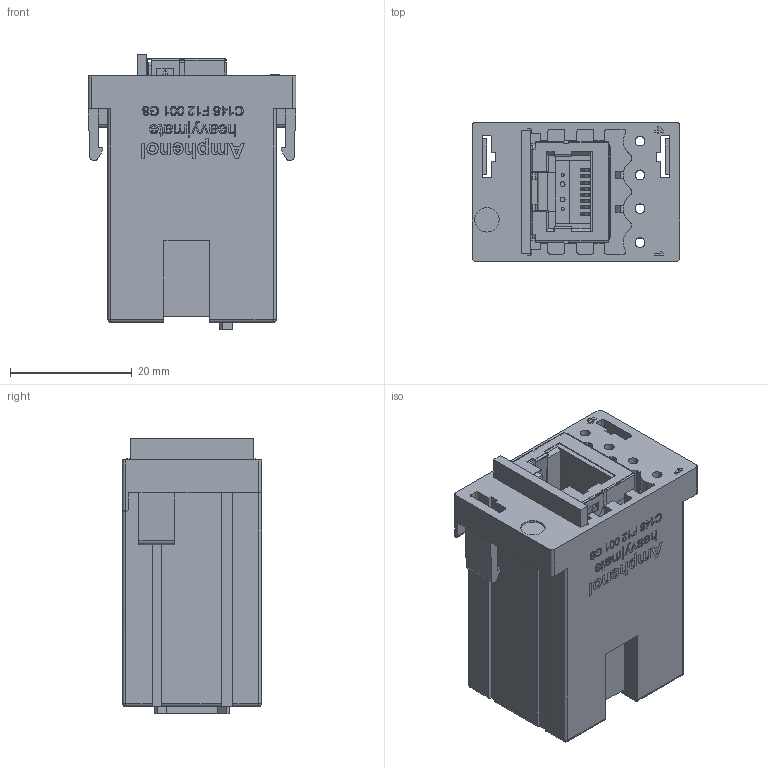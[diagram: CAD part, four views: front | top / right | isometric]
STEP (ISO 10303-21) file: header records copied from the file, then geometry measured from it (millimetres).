
FILE_DESCRIPTION(/* description */ (''),/* implementation_level */ '2;1');
FILE_NAME(/* name */ 'C146_F12_001_G8.stp',/* time_stamp */ '2018-02-28T13:37:52+01:00',/* author */ (''),/* organization */ (''),/* preprocessor_version */ 'ST-DEVELOPER v16',/* originating_system */ 'SIEMENS PLM Software NX 11.0',/* authorisation */ '');
FILE_SCHEMA (('AP203_CONFIGURATION_CONTROLLED_3D_DESIGN_OF_MECHANICAL_PARTS_AND_ASSEMBLIES_MIM_LF { 1 0 10303 403 2 1 2}'));
Products named in the file (1): c146 f12 001 g8nxm001-03
Bounding box: 34 x 22.8 x 45.16 mm (x, y, z)
Volume: 19409.3 mm3; surface area: 16445.2 mm2
Topology: 1 solids, 3 shells, 1593 faces, 4515 edges, 2931 vertices
Faces by surface type: plane 1077, cylinder 316, extrusion 110, bspline 39, revolution 30, sphere 17, cone 4
Full cylindrical faces by diameter (mm): 0.89 x12, 1.57 x2, 1.575 x2, 1.6 x4, 3 x2, 3.25 x2, 3.46 x2, 4 x1
Entity records: 65469 total; most frequent: CARTESIAN_POINT 13630, ORIENTED_EDGE 8894, DIRECTION 7554, EDGE_CURVE 4447, VECTOR 3292, LINE 3182, VERTEX_POINT 2923, AXIS2_PLACEMENT_3D 2116
